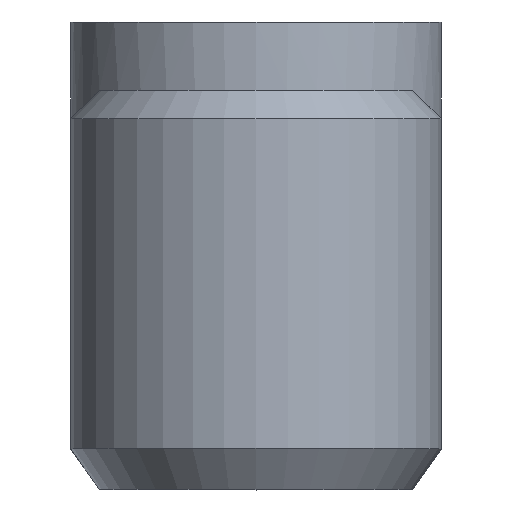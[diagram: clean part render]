
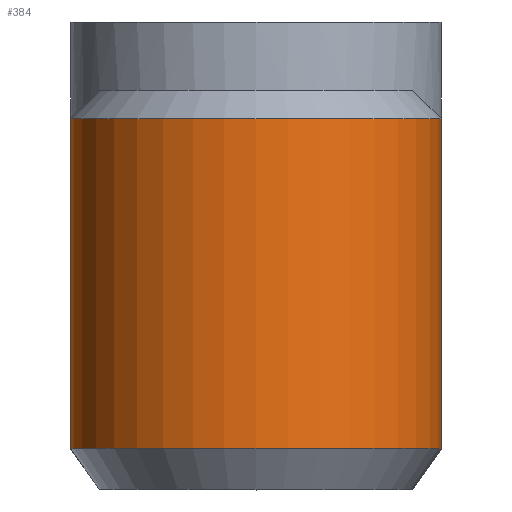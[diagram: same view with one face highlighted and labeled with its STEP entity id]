
A CAD part, top view. The second image highlights one B-rep face of the part: STEP entity #384.
In plain terms, the highlighted cylindrical face has radius 3.25 mm (diameter 6.5 mm), a partial arc.
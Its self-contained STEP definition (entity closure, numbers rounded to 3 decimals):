
#59=FACE_OUTER_BOUND('',#87,.T.);
#87=EDGE_LOOP('',(#321,#322,#323,#324));
#102=LINE('',#618,#131);
#119=LINE('',#680,#148);
#131=VECTOR('',#488,10.);
#148=VECTOR('',#561,10.);
#166=CIRCLE('',#438,3.25);
#170=CIRCLE('',#448,3.25);
#182=VERTEX_POINT('',#615);
#183=VERTEX_POINT('',#617);
#192=VERTEX_POINT('',#645);
#197=VERTEX_POINT('',#665);
#215=EDGE_CURVE('',#183,#182,#102,.T.);
#231=EDGE_CURVE('',#183,#192,#166,.T.);
#242=EDGE_CURVE('',#197,#182,#170,.T.);
#245=EDGE_CURVE('',#192,#197,#119,.T.);
#321=ORIENTED_EDGE('',*,*,#231,.F.);
#322=ORIENTED_EDGE('',*,*,#215,.T.);
#323=ORIENTED_EDGE('',*,*,#242,.F.);
#324=ORIENTED_EDGE('',*,*,#245,.F.);
#365=CYLINDRICAL_SURFACE('',#451,3.25);
#384=ADVANCED_FACE('',(#59),#365,.T.);
#438=AXIS2_PLACEMENT_3D('',#652,#526,#527);
#448=AXIS2_PLACEMENT_3D('',#674,#552,#553);
#451=AXIS2_PLACEMENT_3D('',#679,#559,#560);
#488=DIRECTION('',(0.,1.,0.));
#526=DIRECTION('center_axis',(0.,-1.,0.));
#527=DIRECTION('ref_axis',(-1.,0.,0.));
#552=DIRECTION('center_axis',(0.,1.,0.));
#553=DIRECTION('ref_axis',(-1.,0.,0.));
#559=DIRECTION('center_axis',(0.,1.,0.));
#560=DIRECTION('ref_axis',(-1.,0.,0.));
#561=DIRECTION('',(0.,1.,0.));
#615=CARTESIAN_POINT('',(3.25,6.5,2.));
#617=CARTESIAN_POINT('',(3.25,0.714,2.));
#618=CARTESIAN_POINT('',(3.25,0.,2.));
#645=CARTESIAN_POINT('',(-3.25,0.714,2.));
#652=CARTESIAN_POINT('Origin',(0.,0.714,2.));
#665=CARTESIAN_POINT('',(-3.25,6.5,2.));
#674=CARTESIAN_POINT('Origin',(0.,6.5,2.));
#679=CARTESIAN_POINT('Origin',(0.,0.,2.));
#680=CARTESIAN_POINT('',(-3.25,0.,2.));
